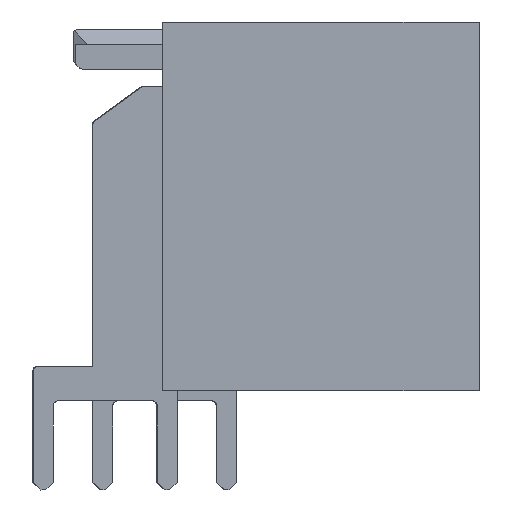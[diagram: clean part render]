
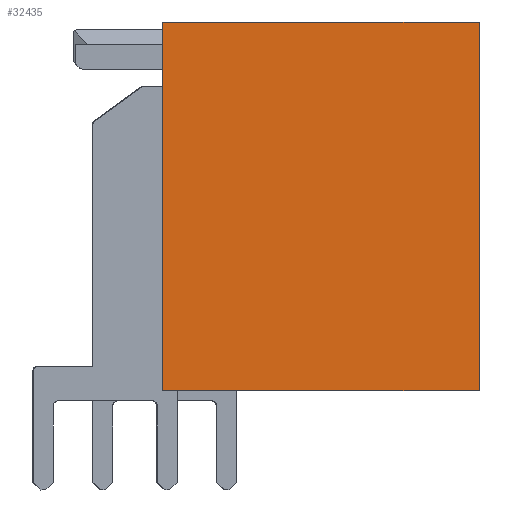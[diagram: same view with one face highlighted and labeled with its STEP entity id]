
A CAD part, left-side view. The second image highlights one B-rep face of the part: STEP entity #32435.
In plain terms, the highlighted face is planar.
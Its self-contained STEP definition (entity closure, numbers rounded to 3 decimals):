
#3739=ORIENTED_EDGE('',*,*,#9441,.F.);
#3740=ORIENTED_EDGE('',*,*,#9643,.F.);
#3741=ORIENTED_EDGE('',*,*,#9450,.F.);
#3742=ORIENTED_EDGE('',*,*,#9433,.F.);
#9433=EDGE_CURVE('',#12474,#12475,#15186,.T.);
#9441=EDGE_CURVE('',#12480,#12474,#15194,.T.);
#9450=EDGE_CURVE('',#12475,#12485,#15203,.T.);
#9643=EDGE_CURVE('',#12485,#12480,#15396,.T.);
#12474=VERTEX_POINT('',#44555);
#12475=VERTEX_POINT('',#44557);
#12480=VERTEX_POINT('',#44571);
#12485=VERTEX_POINT('',#44592);
#15186=LINE('',#44556,#18499);
#15194=LINE('',#44572,#18507);
#15203=LINE('',#44591,#18516);
#15396=LINE('',#44926,#18709);
#18499=VECTOR('',#37587,1000.);
#18507=VECTOR('',#37599,1000.);
#18516=VECTOR('',#37620,1000.);
#18709=VECTOR('',#38015,1000.);
#20595=EDGE_LOOP('',(#3739,#3740,#3741,#3742));
#21846=FACE_BOUND('',#20595,.T.);
#23047=PLANE('',#33710);
#32435=ADVANCED_FACE('',(#21846),#23047,.F.);
#33710=AXIS2_PLACEMENT_3D('',#44925,#38013,#38014);
#37587=DIRECTION('',(0.,0.,1.));
#37599=DIRECTION('',(-1.,0.,0.));
#37620=DIRECTION('',(1.,0.,0.));
#38013=DIRECTION('',(0.,1.,0.));
#38014=DIRECTION('',(1.,0.,0.));
#38015=DIRECTION('',(0.,0.,-1.));
#44555=CARTESIAN_POINT('',(-4.604,0.,-9.247));
#44556=CARTESIAN_POINT('',(-4.604,0.,-9.247));
#44557=CARTESIAN_POINT('',(-4.604,0.001,5.653));
#44571=CARTESIAN_POINT('',(8.196,-0.002,-9.247));
#44572=CARTESIAN_POINT('',(8.196,-0.002,-9.247));
#44591=CARTESIAN_POINT('',(-4.604,0.001,5.653));
#44592=CARTESIAN_POINT('',(8.196,0.,5.653));
#44925=CARTESIAN_POINT('',(1.796,0.,-1.797));
#44926=CARTESIAN_POINT('',(8.196,0.,5.653));
